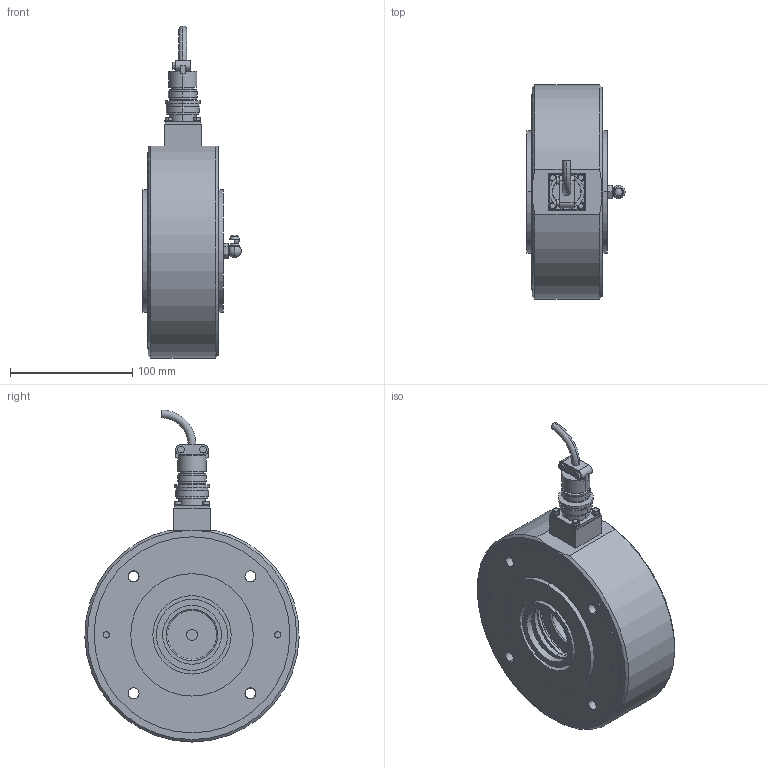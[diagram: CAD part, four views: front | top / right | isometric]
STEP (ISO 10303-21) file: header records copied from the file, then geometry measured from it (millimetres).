
FILE_DESCRIPTION((''),'2;1');
FILE_NAME('Zeichnung6.stp','2019-10-09T10:20:14',(''),(''),'Mechanical Desktop 2009','Mechanical Desktop 2009',', , ');
FILE_SCHEMA(('CONFIG_CONTROL_DESIGN'));
Length unit declared in the file: millimetre
Products named in the file (38): ZEICHNUNG6; L50049; L4857104; ~TEIL1; L49026; TEIL1AA; L4340401; TEIL1AAA; L49113; TEIL1; I-6KT_SCHRAUBE_M6X50NK; I-6KT_SCHRAUBE_M6X50NKA; FLANSCHDOSE_14S-2P_4-POLIG; FLANSCHDOSE_14S-2P_4-POLIGA; FEDERRING_M3; FEDERRING_M3A; I-6KT_SCHRAUBE_M3X25; I-6KT_SCHRAUBE_M3X25A; V_RING_V50AA; V_RING_V50A; SICHERUNGSRING_J80A; SICHERUNGSRING_J80; PENDELKUGELLAGER_1208TV; PENDELKUGELLAGER_1208TVA; TEIL1A; 31101865; 31101865_01; 31101865|AVE_RENDER; 31101865|AVE_GLOBAL; 31101865|RM_SDB; SCHMIERNIPPEL_M10X1_90_H3A; SCHMIERNIPPEL_M10X1_90_H3; RM_SDBAA; ZEICHNUNG4; RM_SDBA; L49015; ~TEIL1A; RM_SDB
Assembly tree (52 placements, depth 4):
  ZEICHNUNG6
    L50049
      L4857104
        ~TEIL1
      L49026
        TEIL1AA
      L4340401  x2
        TEIL1AAA
      L49113
        TEIL1
      I-6KT_SCHRAUBE_M6X50NK  x2
        I-6KT_SCHRAUBE_M6X50NKA
      FLANSCHDOSE_14S-2P_4-POLIG
        FLANSCHDOSE_14S-2P_4-POLIGA
      FEDERRING_M3  x4
        FEDERRING_M3A
      I-6KT_SCHRAUBE_M3X25  x4
        I-6KT_SCHRAUBE_M3X25A
      V_RING_V50AA
        V_RING_V50A
      SICHERUNGSRING_J80A
        SICHERUNGSRING_J80
      PENDELKUGELLAGER_1208TV
        PENDELKUGELLAGER_1208TVA
      TEIL1A  x2
      31101865
        31101865_01
        31101865|AVE_RENDER  x8
        31101865|AVE_GLOBAL
        31101865|RM_SDB  x3
      SCHMIERNIPPEL_M10X1_90_H3A
        SCHMIERNIPPEL_M10X1_90_H3
    RM_SDBAA  x3
  ZEICHNUNG4
  RM_SDBA
  L49015
  ~TEIL1A
Bounding box: 80.36 x 174.96 x 271.15 mm (x, y, z)
Volume: 1270178.8 mm3; surface area: 275542.7 mm2
Topology: 23 solids, 23 shells, 419 faces, 985 edges, 642 vertices
Faces by surface type: cylinder 241, plane 114, cone 32, torus 24, bspline 4, sphere 4
Entity records: 11608 total; most frequent: DIRECTION 2080, CARTESIAN_POINT 2032, ORIENTED_EDGE 1550, AXIS2_PLACEMENT_3D 898, EDGE_CURVE 775, VERTEX_POINT 514, CIRCLE 487, EDGE_LOOP 457
